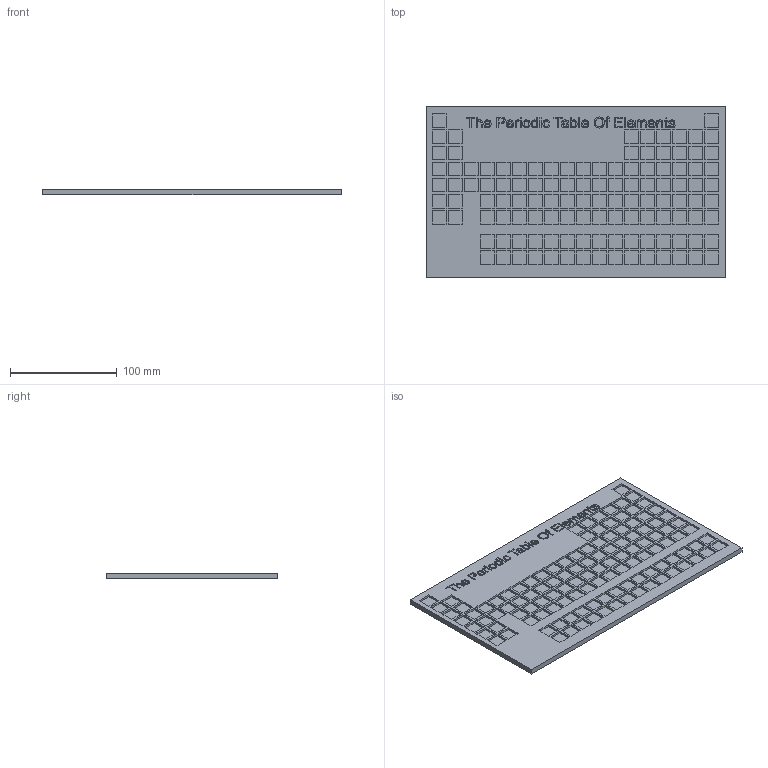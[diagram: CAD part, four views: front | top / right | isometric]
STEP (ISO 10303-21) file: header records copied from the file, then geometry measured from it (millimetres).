
FILE_DESCRIPTION(('HOOPS Exchange Step'),'2;1');
FILE_NAME('temp_export','2024-07-18T13:45:27+08:00',('sharma21'),('Shapr3D Limited'),'HOOPS Exchange 2024.2','Shapr3D','Authorized');
FILE_SCHEMA( ('AUTOMOTIVE_DESIGN { 1 0 10303 214 1 1 1 1 }') );
Length unit declared in the file: millimetre
Products named in the file (1): root
Bounding box: 279 x 160 x 5 mm (x, y, z)
Volume: 182766.6 mm3; surface area: 115177.6 mm2
Topology: 40 solids, 40 shells, 1288 faces, 3270 edges, 2180 vertices
Faces by surface type: plane 974, bspline 314
Entity records: 43531 total; most frequent: CARTESIAN_POINT 14373, ORIENTED_EDGE 6540, DIRECTION 4592, EDGE_CURVE 3270, VECTOR 2642, LINE 2642, VERTEX_POINT 2180, EDGE_LOOP 1484
